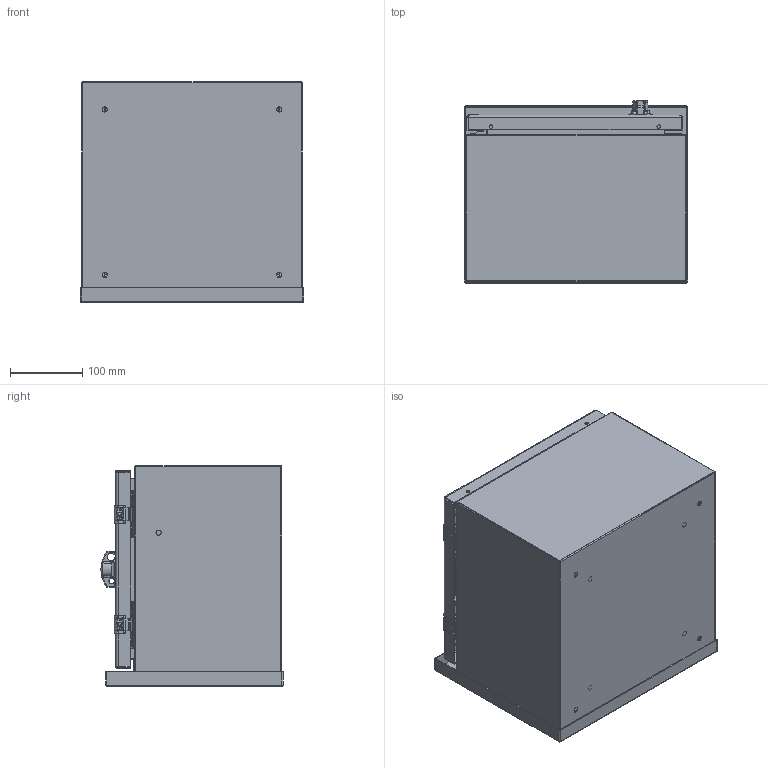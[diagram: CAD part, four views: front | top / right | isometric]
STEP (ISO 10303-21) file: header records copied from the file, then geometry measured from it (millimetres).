
FILE_DESCRIPTION (( 'STEP AP214' ), '1' );
FILE_NAME ('SCE-12R1208LP.STEP', '2021-01-20T12:51:58', ( '' ), ( '' ), 'SwSTEP 2.0', 'SolidWorks 2019', '' );
FILE_SCHEMA (( 'AUTOMOTIVE_DESIGN' ));
Length unit declared in the file: inch
Products named in the file (1): SCE-12R1208LP
Bounding box: 308.76 x 251.59 x 304.84 mm (x, y, z)
Volume: 1147440.8 mm3; surface area: 1278319.5 mm2
Topology: 37 solids, 37 shells, 1560 faces, 3961 edges, 2513 vertices
Faces by surface type: plane 744, cylinder 500, bspline 205, torus 46, cone 37, sphere 28
Full cylindrical faces by diameter (mm): 1.016 x2, 3.454 x2, 3.978 x2, 4.318 x6, 4.369 x4, 4.775 x4, 4.978 x8, 5.182 x4, 5.2 x1, 5.207 x4, 5.232 x4, 5.5 x1, 5.537 x2, 6.096 x4, 6.198 x4, 6.299 x2, 6.35 x4, 6.76 x4, 7.137 x2, 7.14 x4, 8.433 x4, 9.296 x4, 9.322 x4, 9.525 x4, 11.8 x1, 12.7 x4, 13.5 x1, 14.8 x1, 15 x1, 16.8 x1
Entity records: 60159 total; most frequent: CARTESIAN_POINT 24931, ORIENTED_EDGE 7342, DIRECTION 6634, EDGE_CURVE 3671, VERTEX_POINT 2426, AXIS2_PLACEMENT_3D 2336, VECTOR 1962, LINE 1962
